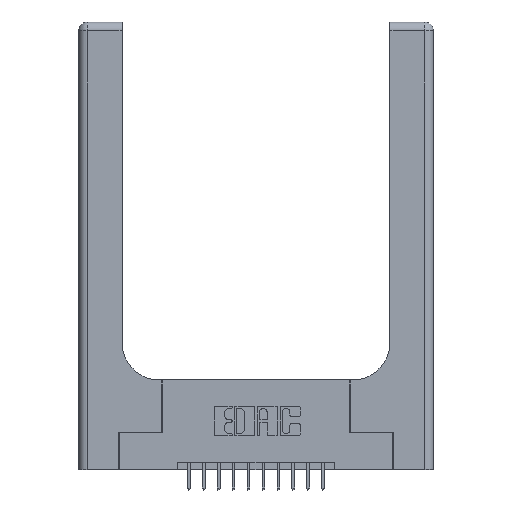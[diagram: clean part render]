
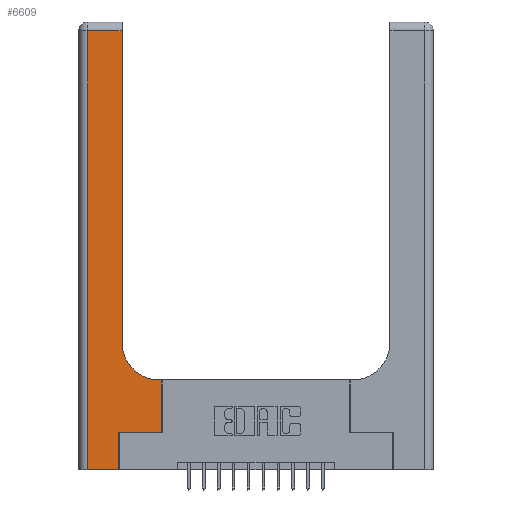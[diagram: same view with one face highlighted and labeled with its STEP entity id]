
A CAD part, top view. The second image highlights one B-rep face of the part: STEP entity #6609.
In plain terms, the highlighted planar face has unit normal (0, 0, 1).
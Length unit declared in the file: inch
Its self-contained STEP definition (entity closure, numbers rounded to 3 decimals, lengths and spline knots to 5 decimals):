
#82 = CARTESIAN_POINT ( 'NONE',  ( 0.5415, 0.85, 0.37 ) ) ;
#226 = LINE ( 'NONE', #3231, #6926 ) ;
#333 = EDGE_CURVE ( 'NONE', #15802, #9993, #10429, .T. ) ;
#545 = DIRECTION ( 'NONE',  ( 0., 0., -1. ) ) ;
#745 = VERTEX_POINT ( 'NONE', #13937 ) ;
#910 = ORIENTED_EDGE ( 'NONE', *, *, #4362, .T. ) ;
#947 = ORIENTED_EDGE ( 'NONE', *, *, #10572, .T. ) ;
#1387 = DIRECTION ( 'NONE',  ( -1., 0., 0. ) ) ;
#1949 = EDGE_LOOP ( 'NONE', ( #3866, #8063, #4783, #13811, #947, #7205, #910, #6268, #4140 ) ) ;
#2092 = CARTESIAN_POINT ( 'NONE',  ( 0.06, 3., 0.37 ) ) ;
#2243 = VECTOR ( 'NONE', #16147, 39.37008 ) ;
#2798 = EDGE_CURVE ( 'NONE', #12779, #3699, #226, .T. ) ;
#3130 = VECTOR ( 'NONE', #1387, 39.37008 ) ;
#3231 = CARTESIAN_POINT ( 'NONE',  ( 0.2915, 3., 0.37 ) ) ;
#3277 = VERTEX_POINT ( 'NONE', #8962 ) ;
#3469 = CARTESIAN_POINT ( 'NONE',  ( 0.06, 2.94, 0.37 ) ) ;
#3699 = VERTEX_POINT ( 'NONE', #15258 ) ;
#3729 = CARTESIAN_POINT ( 'NONE',  ( 0., 2.94, 0.37 ) ) ;
#3866 = ORIENTED_EDGE ( 'NONE', *, *, #2798, .T. ) ;
#4140 = ORIENTED_EDGE ( 'NONE', *, *, #11893, .T. ) ;
#4362 = EDGE_CURVE ( 'NONE', #3277, #12095, #8564, .T. ) ;
#4405 = VECTOR ( 'NONE', #4561, 39.37008 ) ;
#4561 = DIRECTION ( 'NONE',  ( 0., 1., 0. ) ) ;
#4783 = ORIENTED_EDGE ( 'NONE', *, *, #333, .T. ) ;
#4845 = CARTESIAN_POINT ( 'NONE',  ( 0.5585, 0.6, 0.37 ) ) ;
#5367 = DIRECTION ( 'NONE',  ( 1., 0., 0. ) ) ;
#6263 = DIRECTION ( 'NONE',  ( 0., -1., 0. ) ) ;
#6268 = ORIENTED_EDGE ( 'NONE', *, *, #11848, .T. ) ;
#6270 = LINE ( 'NONE', #7681, #9051 ) ;
#6600 = VECTOR ( 'NONE', #8141, 39.37008 ) ;
#6609 = ADVANCED_FACE ( 'NONE', ( #11258 ), #16437, .F. ) ;
#6887 = DIRECTION ( 'NONE',  ( 1., 0., 0. ) ) ;
#6926 = VECTOR ( 'NONE', #7038, 39.37008 ) ;
#7038 = DIRECTION ( 'NONE',  ( 0., 1., 0. ) ) ;
#7071 = CARTESIAN_POINT ( 'NONE',  ( 0.269, 0., 0.37 ) ) ;
#7205 = ORIENTED_EDGE ( 'NONE', *, *, #12750, .T. ) ;
#7246 = VERTEX_POINT ( 'NONE', #13858 ) ;
#7457 = CARTESIAN_POINT ( 'NONE',  ( 0.269, 0.25, 0.37 ) ) ;
#7681 = CARTESIAN_POINT ( 'NONE',  ( 0., 0., 0.37 ) ) ;
#8063 = ORIENTED_EDGE ( 'NONE', *, *, #15048, .T. ) ;
#8141 = DIRECTION ( 'NONE',  ( -1., 0., 0. ) ) ;
#8564 = LINE ( 'NONE', #16662, #4405 ) ;
#8816 = CARTESIAN_POINT ( 'NONE',  ( 0.2915, 0.85, 0.37 ) ) ;
#8962 = CARTESIAN_POINT ( 'NONE',  ( 0.5585, 0.25, 0.37 ) ) ;
#9051 = VECTOR ( 'NONE', #5367, 39.37008 ) ;
#9105 = VECTOR ( 'NONE', #14237, 39.37008 ) ;
#9993 = VERTEX_POINT ( 'NONE', #12299 ) ;
#10429 = LINE ( 'NONE', #2092, #17060 ) ;
#10572 = EDGE_CURVE ( 'NONE', #745, #16423, #12097, .T. ) ;
#10639 = LINE ( 'NONE', #3729, #6600 ) ;
#10713 = LINE ( 'NONE', #16050, #3130 ) ;
#10915 = EDGE_CURVE ( 'NONE', #9993, #745, #6270, .T. ) ;
#11000 = DIRECTION ( 'NONE',  ( -1., 0., 0. ) ) ;
#11258 = FACE_OUTER_BOUND ( 'NONE', #1949, .T. ) ;
#11811 = AXIS2_PLACEMENT_3D ( 'NONE', #13683, #545, #11000 ) ;
#11848 = EDGE_CURVE ( 'NONE', #12095, #7246, #10713, .T. ) ;
#11893 = EDGE_CURVE ( 'NONE', #7246, #12779, #15238, .T. ) ;
#12095 = VERTEX_POINT ( 'NONE', #4845 ) ;
#12097 = LINE ( 'NONE', #7071, #2243 ) ;
#12152 = AXIS2_PLACEMENT_3D ( 'NONE', #82, #15962, #6887 ) ;
#12299 = CARTESIAN_POINT ( 'NONE',  ( 0.06, 0., 0.37 ) ) ;
#12750 = EDGE_CURVE ( 'NONE', #16423, #3277, #14500, .T. ) ;
#12779 = VERTEX_POINT ( 'NONE', #8816 ) ;
#13683 = CARTESIAN_POINT ( 'NONE',  ( 0., 3., 0.37 ) ) ;
#13811 = ORIENTED_EDGE ( 'NONE', *, *, #10915, .T. ) ;
#13858 = CARTESIAN_POINT ( 'NONE',  ( 0.5415, 0.6, 0.37 ) ) ;
#13937 = CARTESIAN_POINT ( 'NONE',  ( 0.269, 0., 0.37 ) ) ;
#14237 = DIRECTION ( 'NONE',  ( 1., 0., 0. ) ) ;
#14500 = LINE ( 'NONE', #15574, #9105 ) ;
#15048 = EDGE_CURVE ( 'NONE', #3699, #15802, #10639, .T. ) ;
#15238 = CIRCLE ( 'NONE', #12152, 0.25 ) ;
#15258 = CARTESIAN_POINT ( 'NONE',  ( 0.2915, 2.94, 0.37 ) ) ;
#15574 = CARTESIAN_POINT ( 'NONE',  ( 0.269, 0.25, 0.37 ) ) ;
#15802 = VERTEX_POINT ( 'NONE', #3469 ) ;
#15962 = DIRECTION ( 'NONE',  ( 0., 0., -1. ) ) ;
#16050 = CARTESIAN_POINT ( 'NONE',  ( 0.2915, 0.6, 0.37 ) ) ;
#16147 = DIRECTION ( 'NONE',  ( 0., 1., 0. ) ) ;
#16423 = VERTEX_POINT ( 'NONE', #7457 ) ;
#16437 = PLANE ( 'NONE',  #11811 ) ;
#16662 = CARTESIAN_POINT ( 'NONE',  ( 0.5585, 0.25, 0.37 ) ) ;
#17060 = VECTOR ( 'NONE', #6263, 39.37008 ) ;
